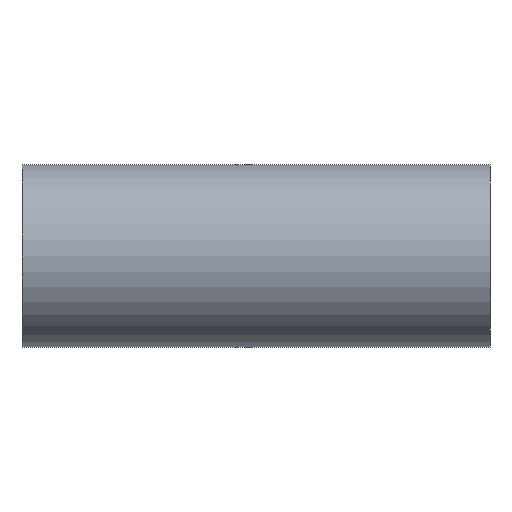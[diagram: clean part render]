
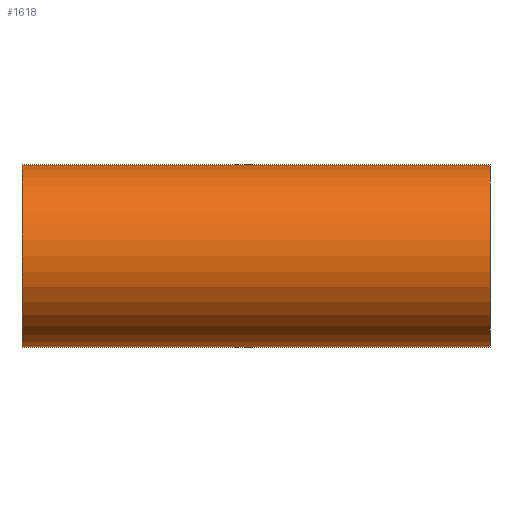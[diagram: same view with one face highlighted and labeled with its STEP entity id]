
A CAD part, front view. The second image highlights one B-rep face of the part: STEP entity #1618.
In plain terms, the highlighted cylindrical face has radius 8 mm (diameter 16 mm), a partial arc.
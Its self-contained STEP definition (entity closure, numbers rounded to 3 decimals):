
#51 = ORIENTED_EDGE ( 'NONE', *, *, #1866, .T. ) ;
#157 = DIRECTION ( 'NONE',  ( 0., 0., 1. ) ) ;
#190 = EDGE_CURVE ( 'NONE', #2791, #1963, #473, .T. ) ;
#196 = CARTESIAN_POINT ( 'NONE',  ( 20.5, 0., 8. ) ) ;
#473 = CIRCLE ( 'NONE', #2063, 8. ) ;
#522 = CARTESIAN_POINT ( 'NONE',  ( 20.5, 0., 0. ) ) ;
#617 = VECTOR ( 'NONE', #2034, 1000. ) ;
#697 = ORIENTED_EDGE ( 'NONE', *, *, #2340, .F. ) ;
#727 = DIRECTION ( 'NONE',  ( 1., 0., 0. ) ) ;
#775 = CARTESIAN_POINT ( 'NONE',  ( 20.5, 0., 8. ) ) ;
#827 = FACE_OUTER_BOUND ( 'NONE', #1515, .T. ) ;
#991 = VERTEX_POINT ( 'NONE', #2678 ) ;
#1073 = LINE ( 'NONE', #2005, #617 ) ;
#1077 = CYLINDRICAL_SURFACE ( 'NONE', #2785, 8. ) ;
#1141 = DIRECTION ( 'NONE',  ( -1., 0., 0. ) ) ;
#1221 = CARTESIAN_POINT ( 'NONE',  ( 20.5, 0., -8. ) ) ;
#1265 = DIRECTION ( 'NONE',  ( 1., 0., 0. ) ) ;
#1332 = DIRECTION ( 'NONE',  ( -1., 0., 0. ) ) ;
#1491 = CARTESIAN_POINT ( 'NONE',  ( -20.5, 0., 0. ) ) ;
#1515 = EDGE_LOOP ( 'NONE', ( #697, #1731, #51, #1738 ) ) ;
#1618 = ADVANCED_FACE ( 'NONE', ( #827 ), #1077, .T. ) ;
#1731 = ORIENTED_EDGE ( 'NONE', *, *, #190, .F. ) ;
#1738 = ORIENTED_EDGE ( 'NONE', *, *, #2863, .T. ) ;
#1866 = EDGE_CURVE ( 'NONE', #2791, #2661, #2308, .T. ) ;
#1919 = AXIS2_PLACEMENT_3D ( 'NONE', #1491, #1265, #2205 ) ;
#1963 = VERTEX_POINT ( 'NONE', #1221 ) ;
#2005 = CARTESIAN_POINT ( 'NONE',  ( 20.5, 0., -8. ) ) ;
#2015 = CIRCLE ( 'NONE', #1919, 8. ) ;
#2034 = DIRECTION ( 'NONE',  ( -1., 0., 0. ) ) ;
#2063 = AXIS2_PLACEMENT_3D ( 'NONE', #522, #727, #2628 ) ;
#2205 = DIRECTION ( 'NONE',  ( 0., 0., -1. ) ) ;
#2247 = VECTOR ( 'NONE', #1141, 1000. ) ;
#2283 = CARTESIAN_POINT ( 'NONE',  ( 20.5, 0., 0. ) ) ;
#2308 = LINE ( 'NONE', #196, #2247 ) ;
#2340 = EDGE_CURVE ( 'NONE', #1963, #991, #1073, .T. ) ;
#2628 = DIRECTION ( 'NONE',  ( 0., 0., -1. ) ) ;
#2643 = CARTESIAN_POINT ( 'NONE',  ( -20.5, 0., 8. ) ) ;
#2661 = VERTEX_POINT ( 'NONE', #2643 ) ;
#2678 = CARTESIAN_POINT ( 'NONE',  ( -20.5, 0., -8. ) ) ;
#2785 = AXIS2_PLACEMENT_3D ( 'NONE', #2283, #1332, #157 ) ;
#2791 = VERTEX_POINT ( 'NONE', #775 ) ;
#2863 = EDGE_CURVE ( 'NONE', #2661, #991, #2015, .T. ) ;
